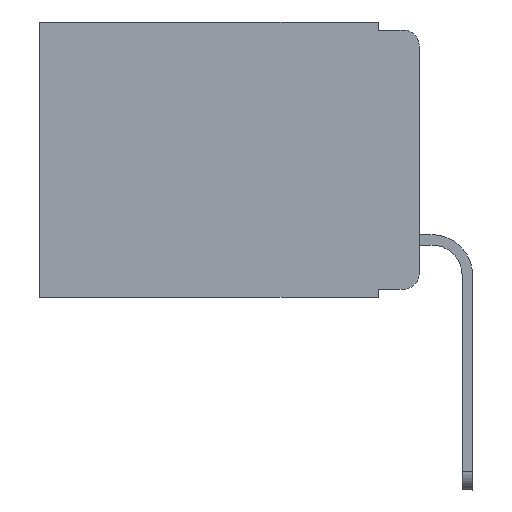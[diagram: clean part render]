
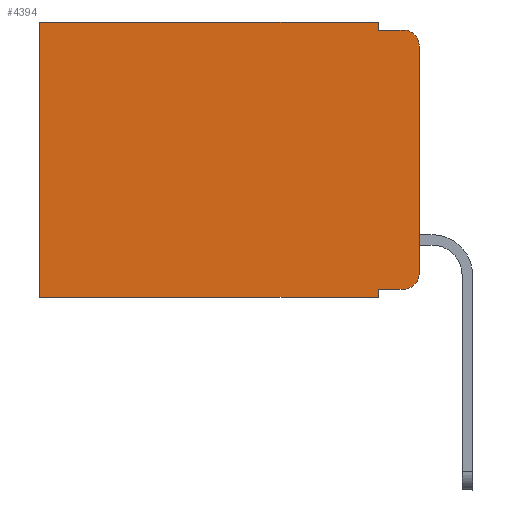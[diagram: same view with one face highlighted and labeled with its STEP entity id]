
A CAD part, left-side view. The second image highlights one B-rep face of the part: STEP entity #4394.
In plain terms, the highlighted planar face has unit normal (-1, 0, 0).
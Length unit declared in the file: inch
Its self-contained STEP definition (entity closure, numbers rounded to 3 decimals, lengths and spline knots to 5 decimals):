
#25 = ORIENTED_EDGE ( 'NONE', *, *, #608, .T. ) ;
#240 = EDGE_CURVE ( 'NONE', #10636, #9069, #12824, .T. ) ;
#601 = VERTEX_POINT ( 'NONE', #3003 ) ;
#608 = EDGE_CURVE ( 'NONE', #10636, #9292, #11964, .T. ) ;
#793 = CARTESIAN_POINT ( 'NONE',  ( 0.298, 0., -0.313 ) ) ;
#865 = EDGE_CURVE ( 'NONE', #9069, #5469, #16932, .T. ) ;
#908 = CARTESIAN_POINT ( 'NONE',  ( 0.298, 0.02, -0.03 ) ) ;
#1295 = VERTEX_POINT ( 'NONE', #3579 ) ;
#1326 = ORIENTED_EDGE ( 'NONE', *, *, #13171, .T. ) ;
#1868 = CARTESIAN_POINT ( 'NONE',  ( 0.298, 0.051, -0.333 ) ) ;
#1905 = CARTESIAN_POINT ( 'NONE',  ( 0.298, 0.473, 0. ) ) ;
#1958 = DIRECTION ( 'NONE',  ( 0., 0., -1. ) ) ;
#2151 = LINE ( 'NONE', #19078, #15908 ) ;
#2235 = CARTESIAN_POINT ( 'NONE',  ( 0.298, 0.051, 0. ) ) ;
#2316 = ORIENTED_EDGE ( 'NONE', *, *, #14175, .F. ) ;
#2555 = DIRECTION ( 'NONE',  ( 0., 0., -1. ) ) ;
#2644 = VECTOR ( 'NONE', #9377, 39.37008 ) ;
#2710 = ORIENTED_EDGE ( 'NONE', *, *, #16044, .T. ) ;
#2941 = EDGE_CURVE ( 'NONE', #15683, #13628, #14006, .T. ) ;
#3003 = CARTESIAN_POINT ( 'NONE',  ( 0.298, 0.02, -0.333 ) ) ;
#3091 = EDGE_CURVE ( 'NONE', #13982, #601, #2151, .T. ) ;
#3301 = CARTESIAN_POINT ( 'NONE',  ( 0.298, 0.051, -0.01 ) ) ;
#3345 = CARTESIAN_POINT ( 'NONE',  ( 0.298, 0., -0.03 ) ) ;
#3372 = DIRECTION ( 'NONE',  ( 0., 0., -1. ) ) ;
#3451 = CARTESIAN_POINT ( 'NONE',  ( 0.298, 0., 0. ) ) ;
#3579 = CARTESIAN_POINT ( 'NONE',  ( 0.298, 0.473, -0.343 ) ) ;
#4026 = CARTESIAN_POINT ( 'NONE',  ( 0.298, 0.02, -0.313 ) ) ;
#4394 = ADVANCED_FACE ( 'NONE', ( #11415 ), #15880, .F. ) ;
#4878 = LINE ( 'NONE', #12438, #11694 ) ;
#5062 = DIRECTION ( 'NONE',  ( 0., 1., 0. ) ) ;
#5469 = VERTEX_POINT ( 'NONE', #5581 ) ;
#5581 = CARTESIAN_POINT ( 'NONE',  ( 0.298, 0.02, -0.01 ) ) ;
#5613 = DIRECTION ( 'NONE',  ( 0., 0., -1. ) ) ;
#5819 = EDGE_CURVE ( 'NONE', #13982, #11355, #4878, .T. ) ;
#5893 = ORIENTED_EDGE ( 'NONE', *, *, #3091, .T. ) ;
#5978 = AXIS2_PLACEMENT_3D ( 'NONE', #908, #14449, #13071 ) ;
#6150 = CARTESIAN_POINT ( 'NONE',  ( 0.298, 0.051, -0.343 ) ) ;
#7591 = DIRECTION ( 'NONE',  ( 0., 1., 0. ) ) ;
#7929 = CIRCLE ( 'NONE', #9527, 0.02 ) ;
#8814 = DIRECTION ( 'NONE',  ( -1., 0., 0. ) ) ;
#9069 = VERTEX_POINT ( 'NONE', #18149 ) ;
#9292 = VERTEX_POINT ( 'NONE', #1905 ) ;
#9377 = DIRECTION ( 'NONE',  ( 0., -1., 0. ) ) ;
#9426 = ORIENTED_EDGE ( 'NONE', *, *, #865, .F. ) ;
#9523 = ORIENTED_EDGE ( 'NONE', *, *, #5819, .F. ) ;
#9527 = AXIS2_PLACEMENT_3D ( 'NONE', #4026, #8814, #5613 ) ;
#9916 = VECTOR ( 'NONE', #18815, 39.37008 ) ;
#10615 = DIRECTION ( 'NONE',  ( 0., 0., -1. ) ) ;
#10636 = VERTEX_POINT ( 'NONE', #2235 ) ;
#10896 = VECTOR ( 'NONE', #7591, 39.37008 ) ;
#11240 = CARTESIAN_POINT ( 'NONE',  ( 0.298, 0.051, 0. ) ) ;
#11355 = VERTEX_POINT ( 'NONE', #6150 ) ;
#11415 = FACE_OUTER_BOUND ( 'NONE', #14438, .T. ) ;
#11694 = VECTOR ( 'NONE', #3372, 39.37008 ) ;
#11964 = LINE ( 'NONE', #16726, #10896 ) ;
#11983 = AXIS2_PLACEMENT_3D ( 'NONE', #14694, #13005, #2555 ) ;
#12438 = CARTESIAN_POINT ( 'NONE',  ( 0.298, 0.051, 0. ) ) ;
#12824 = LINE ( 'NONE', #11240, #9916 ) ;
#13005 = DIRECTION ( 'NONE',  ( 1., 0., 0. ) ) ;
#13071 = DIRECTION ( 'NONE',  ( 0., 0., -1. ) ) ;
#13171 = EDGE_CURVE ( 'NONE', #15683, #5469, #15172, .T. ) ;
#13575 = LINE ( 'NONE', #15450, #19377 ) ;
#13628 = VERTEX_POINT ( 'NONE', #793 ) ;
#13778 = ORIENTED_EDGE ( 'NONE', *, *, #240, .F. ) ;
#13982 = VERTEX_POINT ( 'NONE', #1868 ) ;
#14006 = LINE ( 'NONE', #3451, #17182 ) ;
#14118 = LINE ( 'NONE', #18701, #18993 ) ;
#14175 = EDGE_CURVE ( 'NONE', #11355, #1295, #14118, .T. ) ;
#14438 = EDGE_LOOP ( 'NONE', ( #16797, #1326, #9426, #13778, #25, #2710, #2316, #9523, #5893, #18527 ) ) ;
#14449 = DIRECTION ( 'NONE',  ( -1., 0., 0. ) ) ;
#14689 = DIRECTION ( 'NONE',  ( 0., -1., 0. ) ) ;
#14694 = CARTESIAN_POINT ( 'NONE',  ( 0.298, 0., 0. ) ) ;
#15172 = CIRCLE ( 'NONE', #5978, 0.02 ) ;
#15450 = CARTESIAN_POINT ( 'NONE',  ( 0.298, 0.473, 0. ) ) ;
#15683 = VERTEX_POINT ( 'NONE', #3345 ) ;
#15880 = PLANE ( 'NONE',  #11983 ) ;
#15908 = VECTOR ( 'NONE', #14689, 39.37008 ) ;
#16044 = EDGE_CURVE ( 'NONE', #9292, #1295, #13575, .T. ) ;
#16726 = CARTESIAN_POINT ( 'NONE',  ( 0.298, 0., 0. ) ) ;
#16797 = ORIENTED_EDGE ( 'NONE', *, *, #2941, .F. ) ;
#16932 = LINE ( 'NONE', #3301, #2644 ) ;
#17182 = VECTOR ( 'NONE', #1958, 39.37008 ) ;
#17580 = EDGE_CURVE ( 'NONE', #601, #13628, #7929, .T. ) ;
#18149 = CARTESIAN_POINT ( 'NONE',  ( 0.298, 0.051, -0.01 ) ) ;
#18527 = ORIENTED_EDGE ( 'NONE', *, *, #17580, .T. ) ;
#18701 = CARTESIAN_POINT ( 'NONE',  ( 0.298, 0., -0.343 ) ) ;
#18815 = DIRECTION ( 'NONE',  ( 0., 0., -1. ) ) ;
#18993 = VECTOR ( 'NONE', #5062, 39.37008 ) ;
#19078 = CARTESIAN_POINT ( 'NONE',  ( 0.298, 0.051, -0.333 ) ) ;
#19377 = VECTOR ( 'NONE', #10615, 39.37008 ) ;
